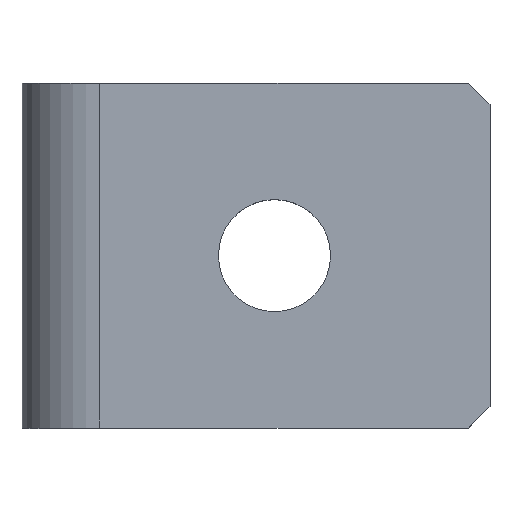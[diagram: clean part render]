
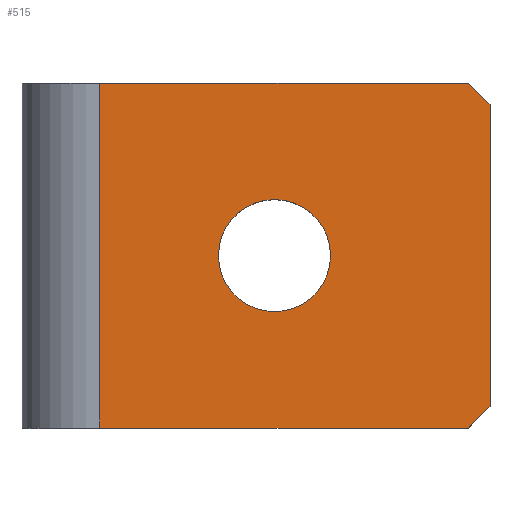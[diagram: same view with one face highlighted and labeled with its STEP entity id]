
A CAD part, top view. The second image highlights one B-rep face of the part: STEP entity #515.
In plain terms, the highlighted planar face has unit normal (0, 0, 1).
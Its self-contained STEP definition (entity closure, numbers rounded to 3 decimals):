
#18 = CARTESIAN_POINT ( 'NONE',  ( 9., 0., 0. ) ) ;
#21 = DIRECTION ( 'NONE',  ( 1., 0., 0. ) ) ;
#37 = VERTEX_POINT ( 'NONE', #589 ) ;
#38 = CARTESIAN_POINT ( 'NONE',  ( 9., 40., 0. ) ) ;
#72 = CARTESIAN_POINT ( 'NONE',  ( 57., 40., 0. ) ) ;
#73 = DIRECTION ( 'NONE',  ( -0.707, -0.707, 0. ) ) ;
#83 = EDGE_LOOP ( 'NONE', ( #397, #473, #474, #89, #491, #338 ) ) ;
#84 = DIRECTION ( 'NONE',  ( 0., 1., 0. ) ) ;
#89 = ORIENTED_EDGE ( 'NONE', *, *, #378, .T. ) ;
#91 = CARTESIAN_POINT ( 'NONE',  ( 54.29, 40., 0. ) ) ;
#101 = EDGE_LOOP ( 'NONE', ( #445, #583 ) ) ;
#105 = LINE ( 'NONE', #38, #149 ) ;
#106 = DIRECTION ( 'NONE',  ( 0., -1., 0. ) ) ;
#117 = LINE ( 'NONE', #72, #141 ) ;
#133 = VECTOR ( 'NONE', #522, 1000. ) ;
#139 = CARTESIAN_POINT ( 'NONE',  ( 51.79, 40., 0. ) ) ;
#141 = VECTOR ( 'NONE', #21, 1000. ) ;
#149 = VECTOR ( 'NONE', #84, 1000. ) ;
#166 = EDGE_CURVE ( 'NONE', #466, #377, #603, .T. ) ;
#172 = PLANE ( 'NONE',  #246 ) ;
#219 = DIRECTION ( 'NONE',  ( 0., 0., -1. ) ) ;
#225 = VERTEX_POINT ( 'NONE', #477 ) ;
#227 = CARTESIAN_POINT ( 'NONE',  ( 51.79, 40., 0. ) ) ;
#241 = VERTEX_POINT ( 'NONE', #312 ) ;
#246 = AXIS2_PLACEMENT_3D ( 'NONE', #599, #219, #548 ) ;
#249 = CARTESIAN_POINT ( 'NONE',  ( 29.29, 20., 0. ) ) ;
#254 = VECTOR ( 'NONE', #73, 1000. ) ;
#265 = DIRECTION ( 'NONE',  ( -1., 0., 0. ) ) ;
#277 = VERTEX_POINT ( 'NONE', #18 ) ;
#280 = CARTESIAN_POINT ( 'NONE',  ( 54.29, 2.5, 0. ) ) ;
#293 = EDGE_CURVE ( 'NONE', #37, #466, #117, .T. ) ;
#300 = EDGE_CURVE ( 'NONE', #277, #37, #105, .T. ) ;
#301 = AXIS2_PLACEMENT_3D ( 'NONE', #249, #327, #265 ) ;
#310 = DIRECTION ( 'NONE',  ( -1., 0., 0. ) ) ;
#312 = CARTESIAN_POINT ( 'NONE',  ( 22.79, 20., 0. ) ) ;
#327 = DIRECTION ( 'NONE',  ( 0., 0., 1. ) ) ;
#338 = ORIENTED_EDGE ( 'NONE', *, *, #562, .F. ) ;
#357 = LINE ( 'NONE', #493, #364 ) ;
#364 = VECTOR ( 'NONE', #500, 1000. ) ;
#371 = CARTESIAN_POINT ( 'NONE',  ( 54.29, 2.5, 0. ) ) ;
#377 = VERTEX_POINT ( 'NONE', #507 ) ;
#378 = EDGE_CURVE ( 'NONE', #277, #484, #357, .T. ) ;
#397 = ORIENTED_EDGE ( 'NONE', *, *, #166, .F. ) ;
#417 = EDGE_CURVE ( 'NONE', #241, #225, #554, .T. ) ;
#423 = LINE ( 'NONE', #371, #254 ) ;
#424 = CARTESIAN_POINT ( 'NONE',  ( 51.79, 0., 0. ) ) ;
#445 = ORIENTED_EDGE ( 'NONE', *, *, #417, .F. ) ;
#455 = VERTEX_POINT ( 'NONE', #280 ) ;
#466 = VERTEX_POINT ( 'NONE', #227 ) ;
#473 = ORIENTED_EDGE ( 'NONE', *, *, #293, .F. ) ;
#474 = ORIENTED_EDGE ( 'NONE', *, *, #300, .F. ) ;
#477 = CARTESIAN_POINT ( 'NONE',  ( 35.79, 20., 0. ) ) ;
#484 = VERTEX_POINT ( 'NONE', #424 ) ;
#488 = CIRCLE ( 'NONE', #301, 6.5 ) ;
#491 = ORIENTED_EDGE ( 'NONE', *, *, #580, .F. ) ;
#493 = CARTESIAN_POINT ( 'NONE',  ( 57., 0., 0. ) ) ;
#500 = DIRECTION ( 'NONE',  ( 1., 0., 0. ) ) ;
#503 = FACE_BOUND ( 'NONE', #101, .T. ) ;
#507 = CARTESIAN_POINT ( 'NONE',  ( 54.29, 37.5, 0. ) ) ;
#512 = EDGE_CURVE ( 'NONE', #225, #241, #488, .T. ) ;
#514 = LINE ( 'NONE', #91, #613 ) ;
#515 = ADVANCED_FACE ( 'NONE', ( #610, #503 ), #172, .F. ) ;
#522 = DIRECTION ( 'NONE',  ( 0.707, -0.707, 0. ) ) ;
#543 = AXIS2_PLACEMENT_3D ( 'NONE', #569, #564, #310 ) ;
#548 = DIRECTION ( 'NONE',  ( -1., 0., 0. ) ) ;
#554 = CIRCLE ( 'NONE', #543, 6.5 ) ;
#562 = EDGE_CURVE ( 'NONE', #377, #455, #514, .T. ) ;
#564 = DIRECTION ( 'NONE',  ( 0., 0., 1. ) ) ;
#569 = CARTESIAN_POINT ( 'NONE',  ( 29.29, 20., 0. ) ) ;
#580 = EDGE_CURVE ( 'NONE', #455, #484, #423, .T. ) ;
#583 = ORIENTED_EDGE ( 'NONE', *, *, #512, .F. ) ;
#589 = CARTESIAN_POINT ( 'NONE',  ( 9., 40., 0. ) ) ;
#599 = CARTESIAN_POINT ( 'NONE',  ( 0., 40., 0. ) ) ;
#603 = LINE ( 'NONE', #139, #133 ) ;
#610 = FACE_OUTER_BOUND ( 'NONE', #83, .T. ) ;
#613 = VECTOR ( 'NONE', #106, 1000. ) ;
